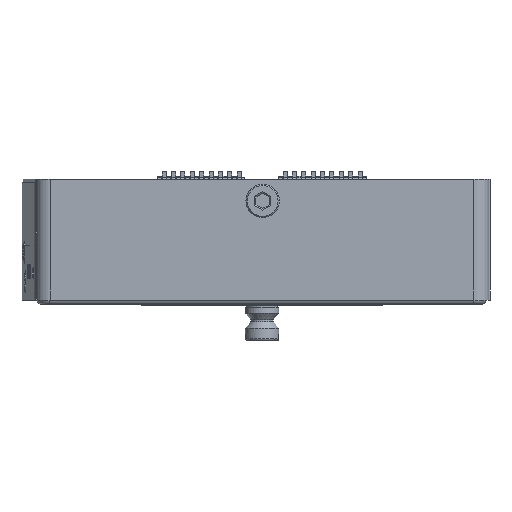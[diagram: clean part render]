
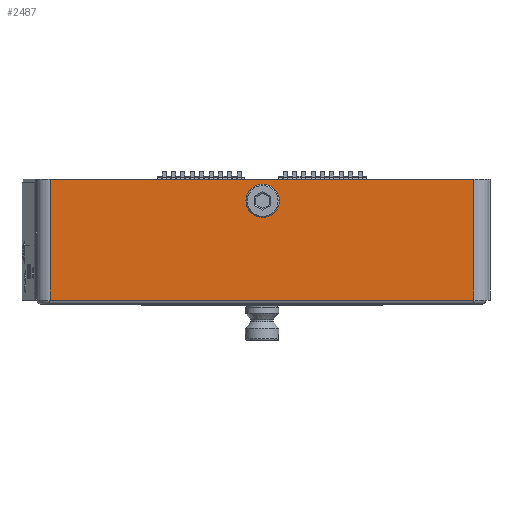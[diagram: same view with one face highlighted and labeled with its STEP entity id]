
A CAD part, left-side view. The second image highlights one B-rep face of the part: STEP entity #2487.
In plain terms, the highlighted planar face has unit normal (-1, 0, 0).
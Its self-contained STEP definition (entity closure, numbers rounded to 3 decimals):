
#1430 = CARTESIAN_POINT ( 'NONE',  ( -86., 83.5, -11.25 ) ) ;
#1482 = CARTESIAN_POINT ( 'NONE',  ( -86., 4.5, -11.25 ) ) ;
#1538 = DIRECTION ( 'NONE',  ( 0., -1., 0. ) ) ;
#2487 = ADVANCED_FACE ( 'NONE', ( #7503, #13831 ), #28422, .T. ) ;
#2696 = ORIENTED_EDGE ( 'NONE', *, *, #24340, .T. ) ;
#4523 = VECTOR ( 'NONE', #10527, 1000. ) ;
#7503 = FACE_BOUND ( 'NONE', #22042, .T. ) ;
#7652 = CARTESIAN_POINT ( 'NONE',  ( -86., 4.5, -11.25 ) ) ;
#10049 = LINE ( 'NONE', #10659, #4523 ) ;
#10527 = DIRECTION ( 'NONE',  ( 0., 0., 1. ) ) ;
#10659 = CARTESIAN_POINT ( 'NONE',  ( -86., 4.5, -11.25 ) ) ;
#12327 = AXIS2_PLACEMENT_3D ( 'NONE', #28094, #28035, #27972 ) ;
#13449 = CARTESIAN_POINT ( 'NONE',  ( -86., 4.5, 11.25 ) ) ;
#13831 = FACE_OUTER_BOUND ( 'NONE', #21724, .T. ) ;
#18647 = CARTESIAN_POINT ( 'NONE',  ( -86., 83.5, 11.25 ) ) ;
#19039 = ORIENTED_EDGE ( 'NONE', *, *, #36651, .T. ) ;
#19383 = ORIENTED_EDGE ( 'NONE', *, *, #35830, .F. ) ;
#20605 = LINE ( 'NONE', #38750, #40913 ) ;
#21724 = EDGE_LOOP ( 'NONE', ( #19383, #37022, #19039, #28643 ) ) ;
#22042 = EDGE_LOOP ( 'NONE', ( #2696 ) ) ;
#22350 = VERTEX_POINT ( 'NONE', #25836 ) ;
#22878 = VERTEX_POINT ( 'NONE', #1430 ) ;
#24340 = EDGE_CURVE ( 'NONE', #22350, #22350, #29148, .T. ) ;
#25836 = CARTESIAN_POINT ( 'NONE',  ( -86., 47.025, 7.25 ) ) ;
#25886 = VERTEX_POINT ( 'NONE', #13449 ) ;
#26422 = DIRECTION ( 'NONE',  ( 0., -1., 0. ) ) ;
#26435 = CARTESIAN_POINT ( 'NONE',  ( -86., 4.5, 11.25 ) ) ;
#26561 = EDGE_CURVE ( 'NONE', #22878, #41765, #20605, .T. ) ;
#27768 = VERTEX_POINT ( 'NONE', #7652 ) ;
#27972 = DIRECTION ( 'NONE',  ( 0., 0., 1. ) ) ;
#28035 = DIRECTION ( 'NONE',  ( -1., 0., 0. ) ) ;
#28094 = CARTESIAN_POINT ( 'NONE',  ( -86., 4.5, -11.25 ) ) ;
#28422 = PLANE ( 'NONE',  #12327 ) ;
#28643 = ORIENTED_EDGE ( 'NONE', *, *, #32598, .T. ) ;
#29148 = CIRCLE ( 'NONE', #29385, 3.125 ) ;
#29385 = AXIS2_PLACEMENT_3D ( 'NONE', #35001, #34937, #34844 ) ;
#29890 = LINE ( 'NONE', #1482, #29900 ) ;
#29900 = VECTOR ( 'NONE', #1538, 1000. ) ;
#32598 = EDGE_CURVE ( 'NONE', #27768, #25886, #10049, .T. ) ;
#34844 = DIRECTION ( 'NONE',  ( 0., 1., 0. ) ) ;
#34937 = DIRECTION ( 'NONE',  ( 1., 0., 0. ) ) ;
#35001 = CARTESIAN_POINT ( 'NONE',  ( -86., 43.9, 7.25 ) ) ;
#35830 = EDGE_CURVE ( 'NONE', #41765, #25886, #45121, .T. ) ;
#36651 = EDGE_CURVE ( 'NONE', #22878, #27768, #29890, .T. ) ;
#37022 = ORIENTED_EDGE ( 'NONE', *, *, #26561, .F. ) ;
#38750 = CARTESIAN_POINT ( 'NONE',  ( -86., 83.5, -11.25 ) ) ;
#38791 = DIRECTION ( 'NONE',  ( 0., 0., 1. ) ) ;
#40913 = VECTOR ( 'NONE', #38791, 1000. ) ;
#41765 = VERTEX_POINT ( 'NONE', #18647 ) ;
#44981 = VECTOR ( 'NONE', #26422, 1000. ) ;
#45121 = LINE ( 'NONE', #26435, #44981 ) ;
